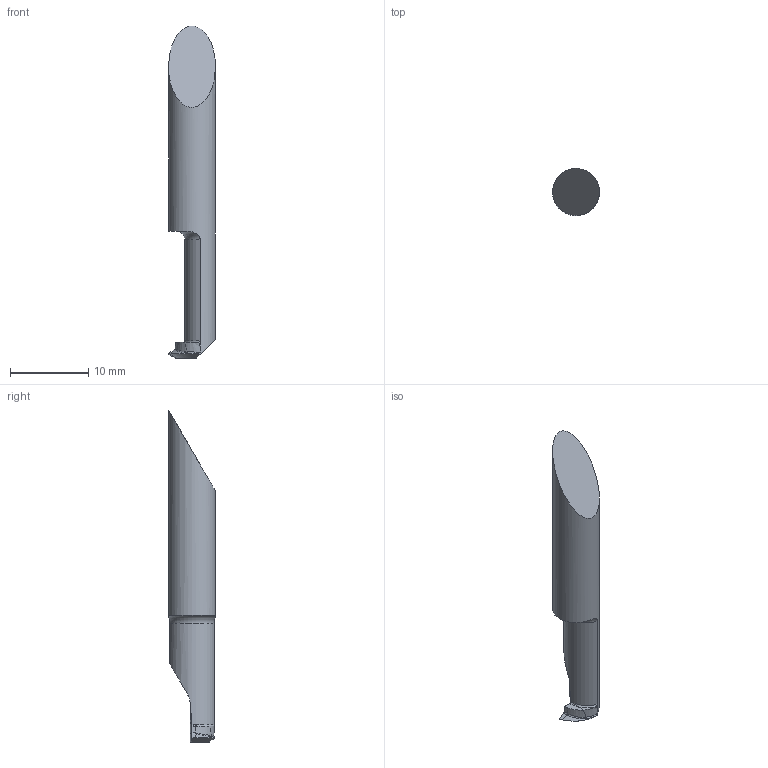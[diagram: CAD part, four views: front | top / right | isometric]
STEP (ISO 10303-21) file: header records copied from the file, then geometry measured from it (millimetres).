
FILE_DESCRIPTION(/* description */ (''),/* implementation_level */ '2;1');
FILE_NAME(/* name */ '1601359129741.stp',/* time_stamp */ '2020-09-29T11:28:55+06:00',/* author */ (''),/* organization */ ('SMS'),/* preprocessor_version */ 'ST-DEVELOPER v16.7',/* originating_system */ 'SIEMENS PLM Software NX 12.0',/* authorisation */ '');
FILE_SCHEMA (('AUTOMOTIVE_DESIGN { 1 0 10303 214 3 1 1 1 }'));
Length unit declared in the file: millimetre
Products named in the file (1): 203173706mod000_00
Bounding box: 6 x 6 x 42.45 mm (x, y, z)
Volume: 807.6 mm3; surface area: 704.1 mm2
Topology: 2 solids, 2 shells, 37 faces, 97 edges, 67 vertices
Faces by surface type: plane 15, bspline 9, cylinder 8, torus 4, cone 1
Full cylindrical faces by diameter (mm): 6 x1
Entity records: 1423 total; most frequent: CARTESIAN_POINT 566, ORIENTED_EDGE 190, DIRECTION 130, EDGE_CURVE 95, VERTEX_POINT 63, AXIS2_PLACEMENT_3D 48, EDGE_LOOP 38, ADVANCED_FACE 37
